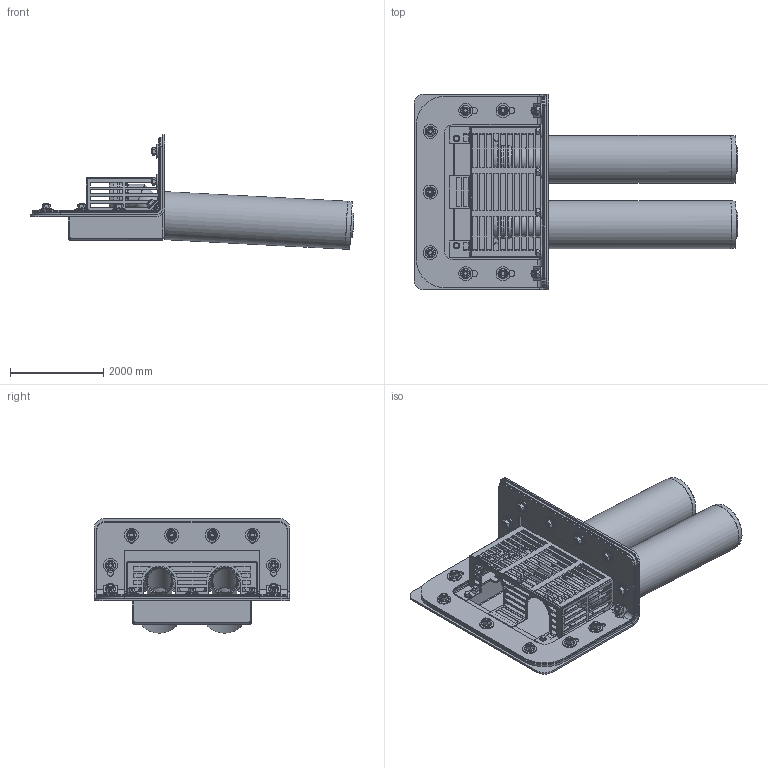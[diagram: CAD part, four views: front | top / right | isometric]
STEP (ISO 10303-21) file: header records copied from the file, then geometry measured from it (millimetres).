
FILE_DESCRIPTION(/* description */ (''),/* implementation_level */ '2;1');
FILE_NAME(/* name */ '13541.100X_3D.stp',/* time_stamp */ '2025-02-04T12:45:04+01:00',/* author */ ('c.rudolph'),/* organization */ (''),/* preprocessor_version */ 'ST-DEVELOPER v20',/* originating_system */ 'AutoCAD Mechanical',/* authorisation */ '');
FILE_SCHEMA (('AUTOMOTIVE_DESIGN { 1 0 10303 214 3 1 1 }'));
Length unit declared in the file: centimetre
Products named in the file (2): Product; *S0
Assembly tree (1 placements, depth 2):
  Product
    *S0
Bounding box: 6953.57 x 4200 x 2454.21 mm (x, y, z)
Volume: 2266856755.5 mm3; surface area: 208091373.6 mm2
Topology: 66 solids, 66 shells, 1639 faces, 3999 edges, 2465 vertices
Faces by surface type: plane 724, cone 569, cylinder 271, torus 45, bspline 30
Full cylindrical faces by diameter (mm): 60 x4, 83.76 x15, 90 x2, 100 x4, 105 x13, 120 x2, 300 x13, 510 x9, 530 x9, 560 x3, 580 x3, 1000 x2, 1030 x2
Entity records: 50767 total; most frequent: CARTESIAN_POINT 11508, DIRECTION 8184, ORIENTED_EDGE 7994, EDGE_CURVE 3997, AXIS2_PLACEMENT_3D 2938, VERTEX_POINT 2461, LINE 2308, VECTOR 2308
